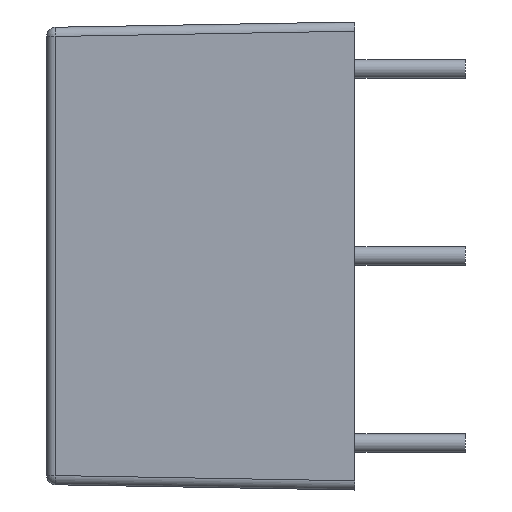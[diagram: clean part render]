
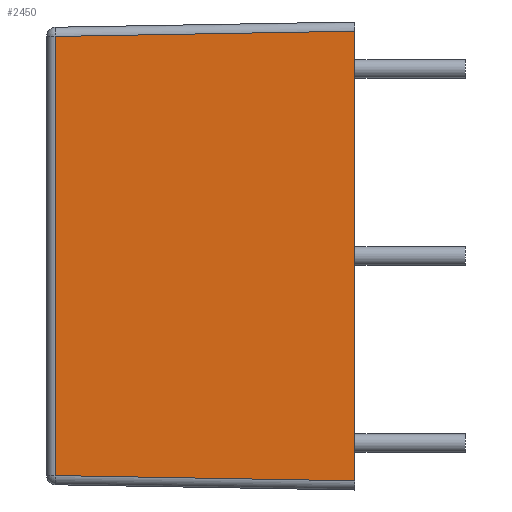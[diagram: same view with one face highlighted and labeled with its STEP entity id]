
A CAD part, left-side view. The second image highlights one B-rep face of the part: STEP entity #2450.
In plain terms, the highlighted planar face has unit normal (-1, 0.018, 0).
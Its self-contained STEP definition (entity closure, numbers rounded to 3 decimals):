
#16 = LINE ( 'NONE', #668, #1049 ) ;
#123 = LINE ( 'NONE', #1250, #1191 ) ;
#515 = PLANE ( 'NONE',  #2103 ) ;
#648 = CARTESIAN_POINT ( 'NONE',  ( -25.4, 0., 12.2 ) ) ;
#668 = CARTESIAN_POINT ( 'NONE',  ( -25.116, 16.249, 11.916 ) ) ;
#723 = DIRECTION ( 'NONE',  ( 0.017, 1., 0. ) ) ;
#763 = ORIENTED_EDGE ( 'NONE', *, *, #1630, .F. ) ;
#880 = CARTESIAN_POINT ( 'NONE',  ( -25.4, 0., -12.2 ) ) ;
#973 = CARTESIAN_POINT ( 'NONE',  ( -25.116, 16.249, -11.916 ) ) ;
#1008 = VERTEX_POINT ( 'NONE', #648 ) ;
#1027 = LINE ( 'NONE', #880, #2040 ) ;
#1049 = VECTOR ( 'NONE', #2564, 1000. ) ;
#1098 = VERTEX_POINT ( 'NONE', #1120 ) ;
#1120 = CARTESIAN_POINT ( 'NONE',  ( -25.4, 0., -12.2 ) ) ;
#1130 = CARTESIAN_POINT ( 'NONE',  ( -25.4, 0., 9.5 ) ) ;
#1191 = VECTOR ( 'NONE', #2722, 1000. ) ;
#1250 = CARTESIAN_POINT ( 'NONE',  ( -25.4, 0., 12.7 ) ) ;
#1289 = ORIENTED_EDGE ( 'NONE', *, *, #2333, .F. ) ;
#1295 = FACE_OUTER_BOUND ( 'NONE', #1414, .T. ) ;
#1409 = VERTEX_POINT ( 'NONE', #2023 ) ;
#1414 = EDGE_LOOP ( 'NONE', ( #1644, #1289, #1626, #763 ) ) ;
#1560 = DIRECTION ( 'NONE',  ( -1., 0.017, 0. ) ) ;
#1626 = ORIENTED_EDGE ( 'NONE', *, *, #1676, .F. ) ;
#1630 = EDGE_CURVE ( 'NONE', #1098, #1845, #1027, .T. ) ;
#1644 = ORIENTED_EDGE ( 'NONE', *, *, #1972, .F. ) ;
#1676 = EDGE_CURVE ( 'NONE', #1845, #1409, #2606, .T. ) ;
#1845 = VERTEX_POINT ( 'NONE', #973 ) ;
#1902 = CARTESIAN_POINT ( 'NONE',  ( -25.116, 16.249, 9.5 ) ) ;
#1972 = EDGE_CURVE ( 'NONE', #1008, #1098, #123, .T. ) ;
#2023 = CARTESIAN_POINT ( 'NONE',  ( -25.116, 16.249, 11.916 ) ) ;
#2040 = VECTOR ( 'NONE', #2540, 1000. ) ;
#2103 = AXIS2_PLACEMENT_3D ( 'NONE', #1130, #1560, #723 ) ;
#2333 = EDGE_CURVE ( 'NONE', #1409, #1008, #16, .T. ) ;
#2434 = VECTOR ( 'NONE', #2562, 1000. ) ;
#2450 = ADVANCED_FACE ( 'NONE', ( #1295 ), #515, .T. ) ;
#2540 = DIRECTION ( 'NONE',  ( 0.017, 1., 0.017 ) ) ;
#2562 = DIRECTION ( 'NONE',  ( 0., 0., 1. ) ) ;
#2564 = DIRECTION ( 'NONE',  ( -0.017, -1., 0.017 ) ) ;
#2606 = LINE ( 'NONE', #1902, #2434 ) ;
#2722 = DIRECTION ( 'NONE',  ( 0., 0., -1. ) ) ;
